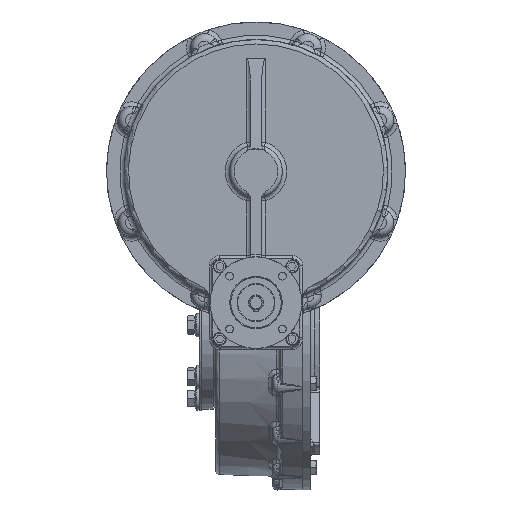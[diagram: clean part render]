
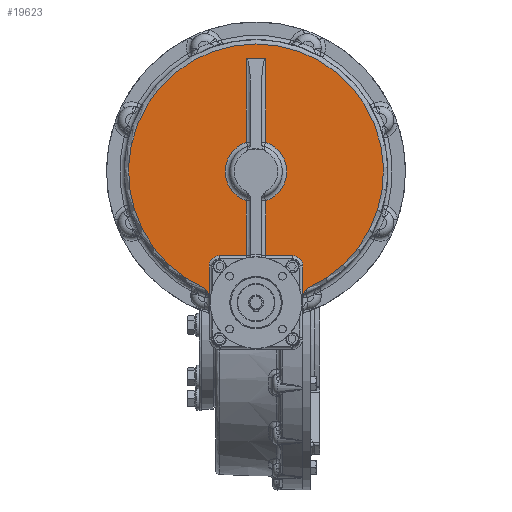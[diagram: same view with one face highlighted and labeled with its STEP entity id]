
A CAD part, left-side view. The second image highlights one B-rep face of the part: STEP entity #19623.
In plain terms, the highlighted planar face has unit normal (-1, 0, 0).
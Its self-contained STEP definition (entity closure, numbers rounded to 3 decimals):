
#865=LINE('',#35525,#1701);
#870=LINE('',#35680,#1706);
#875=LINE('',#35983,#1711);
#884=LINE('',#36301,#1720);
#894=LINE('',#36455,#1730);
#897=LINE('',#36720,#1733);
#900=LINE('',#40360,#1736);
#901=LINE('',#40506,#1737);
#906=LINE('',#40561,#1742);
#1701=VECTOR('',#24467,1000.);
#1706=VECTOR('',#24490,1000.);
#1711=VECTOR('',#24519,1000.);
#1720=VECTOR('',#24554,1000.);
#1730=VECTOR('',#24586,1000.);
#1733=VECTOR('',#24607,1000.);
#1736=VECTOR('',#24994,1000.);
#1737=VECTOR('',#25013,1000.);
#1742=VECTOR('',#25038,1000.);
#2901=B_SPLINE_CURVE_WITH_KNOTS('',3,(#40818,#40819,#40820,#40821,#40822,
#40823),.UNSPECIFIED.,.F.,.F.,(4,1,1,4),(0.,0.003,0.007,
0.013),.UNSPECIFIED.);
#2903=B_SPLINE_CURVE_WITH_KNOTS('',3,(#40959,#40960,#40961,#40962,#40963,
#40964),.UNSPECIFIED.,.F.,.F.,(4,1,1,4),(0.,0.003,0.007,
0.013),.UNSPECIFIED.);
#5684=ORIENTED_EDGE('',*,*,#10180,.T.);
#5685=ORIENTED_EDGE('',*,*,#10105,.T.);
#5686=ORIENTED_EDGE('',*,*,#10186,.F.);
#5687=ORIENTED_EDGE('',*,*,#10120,.T.);
#5688=ORIENTED_EDGE('',*,*,#10540,.T.);
#5689=ORIENTED_EDGE('',*,*,#10161,.T.);
#5690=ORIENTED_EDGE('',*,*,#10426,.T.);
#5691=ORIENTED_EDGE('',*,*,#10422,.T.);
#5692=ORIENTED_EDGE('',*,*,#10416,.T.);
#5693=ORIENTED_EDGE('',*,*,#10448,.T.);
#5694=ORIENTED_EDGE('',*,*,#10579,.T.);
#5695=ORIENTED_EDGE('',*,*,#10461,.T.);
#5696=ORIENTED_EDGE('',*,*,#10439,.T.);
#5697=ORIENTED_EDGE('',*,*,#10433,.T.);
#5698=ORIENTED_EDGE('',*,*,#10177,.T.);
#5699=ORIENTED_EDGE('',*,*,#10139,.T.);
#10105=EDGE_CURVE('',#13017,#13015,#865,.F.);
#10120=EDGE_CURVE('',#13026,#13028,#870,.T.);
#10139=EDGE_CURVE('',#13042,#13041,#875,.F.);
#10161=EDGE_CURVE('',#13056,#13055,#884,.T.);
#10177=EDGE_CURVE('',#13065,#13042,#894,.F.);
#10180=EDGE_CURVE('',#13041,#13017,#14849,.T.);
#10186=EDGE_CURVE('',#13026,#13015,#897,.T.);
#10416=EDGE_CURVE('',#13227,#13229,#900,.F.);
#10422=EDGE_CURVE('',#13232,#13227,#15003,.T.);
#10426=EDGE_CURVE('',#13055,#13232,#901,.F.);
#10433=EDGE_CURVE('',#13238,#13065,#15009,.T.);
#10439=EDGE_CURVE('',#13244,#13238,#906,.F.);
#10448=EDGE_CURVE('',#13229,#13249,#2901,.T.);
#10461=EDGE_CURVE('',#13258,#13244,#2903,.F.);
#10540=EDGE_CURVE('',#13028,#13056,#15057,.T.);
#10579=EDGE_CURVE('',#13249,#13258,#15075,.F.);
#13015=VERTEX_POINT('',#35523);
#13017=VERTEX_POINT('',#35526);
#13026=VERTEX_POINT('',#35675);
#13028=VERTEX_POINT('',#35679);
#13041=VERTEX_POINT('',#35980);
#13042=VERTEX_POINT('',#35984);
#13055=VERTEX_POINT('',#36294);
#13056=VERTEX_POINT('',#36298);
#13065=VERTEX_POINT('',#36456);
#13227=VERTEX_POINT('',#40355);
#13229=VERTEX_POINT('',#40359);
#13232=VERTEX_POINT('',#40465);
#13238=VERTEX_POINT('',#40516);
#13244=VERTEX_POINT('',#40562);
#13249=VERTEX_POINT('',#40817);
#13258=VERTEX_POINT('',#40965);
#14849=CIRCLE('',#21535,42.);
#15003=CIRCLE('',#21738,14.);
#15009=CIRCLE('',#21747,14.);
#15057=CIRCLE('',#21851,42.);
#15075=CIRCLE('',#21892,174.);
#16328=EDGE_LOOP('',(#5684,#5685,#5686,#5687,#5688,#5689,#5690,#5691,#5692,
#5693,#5694,#5695,#5696,#5697,#5698,#5699));
#17804=FACE_BOUND('',#16328,.T.);
#18868=PLANE('',#21893);
#19623=ADVANCED_FACE('',(#17804),#18868,.F.);
#21535=AXIS2_PLACEMENT_3D('',#36460,#24593,#24594);
#21738=AXIS2_PLACEMENT_3D('',#40468,#25005,#25006);
#21747=AXIS2_PLACEMENT_3D('',#40519,#25027,#25028);
#21851=AXIS2_PLACEMENT_3D('',#41293,#25278,#25279);
#21892=AXIS2_PLACEMENT_3D('',#41373,#25381,#25382);
#21893=AXIS2_PLACEMENT_3D('',#41374,#25383,#25384);
#24467=DIRECTION('',(0.,0.,-1.));
#24490=DIRECTION('',(0.,0.,-1.));
#24519=DIRECTION('',(0.,0.,-1.));
#24554=DIRECTION('',(0.,0.,-1.));
#24586=DIRECTION('',(0.,1.,0.));
#24593=DIRECTION('',(1.,0.,0.));
#24594=DIRECTION('',(0.,0.,-1.));
#24607=DIRECTION('',(0.,1.,0.));
#24994=DIRECTION('',(0.,0.,1.));
#25005=DIRECTION('',(1.,0.,0.));
#25006=DIRECTION('',(0.,0.,-1.));
#25013=DIRECTION('',(0.,1.,0.));
#25027=DIRECTION('',(1.,0.,0.));
#25028=DIRECTION('',(0.,0.,-1.));
#25038=DIRECTION('',(0.,0.,-1.));
#25278=DIRECTION('',(1.,0.,0.));
#25279=DIRECTION('',(0.,0.,-1.));
#25381=DIRECTION('',(1.,0.,0.));
#25382=DIRECTION('',(0.,0.,-1.));
#25383=DIRECTION('',(1.,0.,0.));
#25384=DIRECTION('',(0.,0.,-1.));
#35523=CARTESIAN_POINT('',(-339.44,30.1,363.55));
#35525=CARTESIAN_POINT('',(-339.44,30.1,363.55));
#35526=CARTESIAN_POINT('',(-339.44,30.1,249.487));
#35675=CARTESIAN_POINT('',(-339.44,4.1,363.55));
#35679=CARTESIAN_POINT('',(-339.44,4.1,249.487));
#35680=CARTESIAN_POINT('',(-339.44,4.1,209.55));
#35980=CARTESIAN_POINT('',(-339.44,30.1,169.613));
#35983=CARTESIAN_POINT('',(-339.44,30.1,168.137));
#35984=CARTESIAN_POINT('',(-339.44,30.1,94.59));
#36294=CARTESIAN_POINT('',(-339.44,4.1,94.59));
#36298=CARTESIAN_POINT('',(-339.44,4.1,169.613));
#36301=CARTESIAN_POINT('',(-339.44,4.1,209.55));
#36455=CARTESIAN_POINT('',(-339.44,-32.9,94.59));
#36456=CARTESIAN_POINT('',(-339.44,67.1,94.59));
#36460=CARTESIAN_POINT('',(-339.44,17.1,209.55));
#36720=CARTESIAN_POINT('',(-339.44,17.1,363.55));
#40355=CARTESIAN_POINT('',(-339.44,-46.9,80.59));
#40359=CARTESIAN_POINT('',(-339.44,-46.9,38.961));
#40360=CARTESIAN_POINT('',(-339.44,-46.9,-19.41));
#40465=CARTESIAN_POINT('',(-339.44,-32.9,94.59));
#40468=CARTESIAN_POINT('',(-339.44,-32.9,80.59));
#40506=CARTESIAN_POINT('',(-339.44,-32.9,94.59));
#40516=CARTESIAN_POINT('',(-339.44,81.1,80.59));
#40519=CARTESIAN_POINT('',(-339.44,67.1,80.59));
#40561=CARTESIAN_POINT('',(-339.44,81.1,80.59));
#40562=CARTESIAN_POINT('',(-339.44,81.1,38.961));
#40817=CARTESIAN_POINT('',(-339.44,-52.9,50.252));
#40818=CARTESIAN_POINT('',(-339.44,-46.9,38.961));
#40819=CARTESIAN_POINT('',(-339.44,-46.9,40.062));
#40820=CARTESIAN_POINT('',(-339.44,-47.335,42.222));
#40821=CARTESIAN_POINT('',(-339.44,-49.33,46.1));
#40822=CARTESIAN_POINT('',(-339.44,-51.494,48.596));
#40823=CARTESIAN_POINT('',(-339.44,-52.9,50.252));
#40959=CARTESIAN_POINT('',(-339.44,81.1,38.961));
#40960=CARTESIAN_POINT('',(-339.44,81.1,40.062));
#40961=CARTESIAN_POINT('',(-339.44,81.535,42.222));
#40962=CARTESIAN_POINT('',(-339.44,83.53,46.1));
#40963=CARTESIAN_POINT('',(-339.44,85.694,48.596));
#40964=CARTESIAN_POINT('',(-339.44,87.1,50.252));
#40965=CARTESIAN_POINT('',(-339.44,87.1,50.252));
#41293=CARTESIAN_POINT('',(-339.44,17.1,209.55));
#41373=CARTESIAN_POINT('',(-339.44,17.1,209.55));
#41374=CARTESIAN_POINT('',(-339.44,17.1,209.55));
